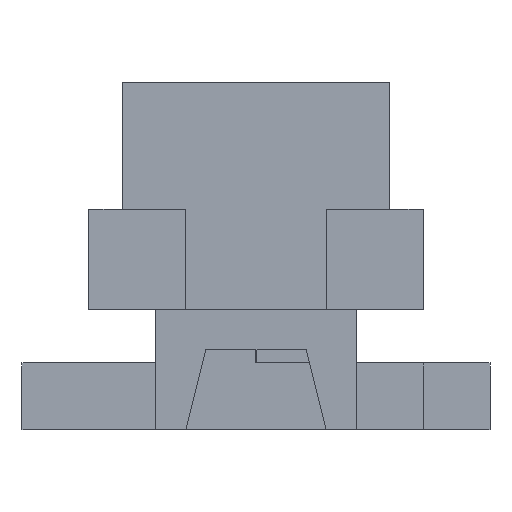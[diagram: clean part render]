
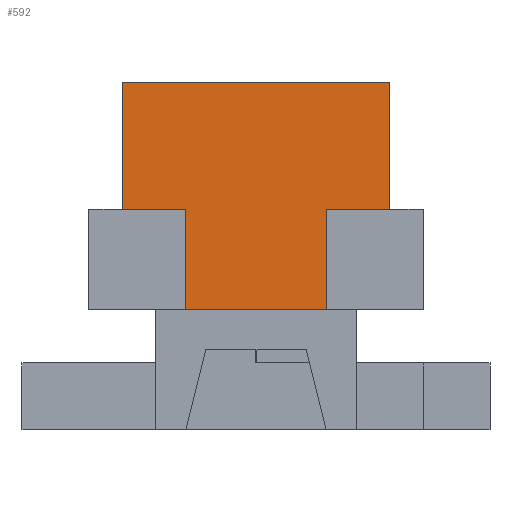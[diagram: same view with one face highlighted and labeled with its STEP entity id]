
A CAD part, left-side view. The second image highlights one B-rep face of the part: STEP entity #592.
In plain terms, the highlighted planar face has unit normal (-1, 0, 0).
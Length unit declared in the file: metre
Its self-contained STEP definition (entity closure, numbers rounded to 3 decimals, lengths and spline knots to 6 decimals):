
#592 = ADVANCED_FACE( '', ( #1278 ), #1279, .T. );
#1278 = FACE_OUTER_BOUND( '', #2050, .T. );
#1279 = PLANE( '', #2051 );
#2050 = EDGE_LOOP( '', ( #3902, #3903, #3904, #3905, #3906, #3907, #3908, #3909 ) );
#2051 = AXIS2_PLACEMENT_3D( '', #3910, #3911, #3912 );
#3902 = ORIENTED_EDGE( '', *, *, #5653, .T. );
#3903 = ORIENTED_EDGE( '', *, *, #5464, .F. );
#3904 = ORIENTED_EDGE( '', *, *, #5251, .T. );
#3905 = ORIENTED_EDGE( '', *, *, #5472, .T. );
#3906 = ORIENTED_EDGE( '', *, *, #5654, .T. );
#3907 = ORIENTED_EDGE( '', *, *, #5448, .T. );
#3908 = ORIENTED_EDGE( '', *, *, #5624, .F. );
#3909 = ORIENTED_EDGE( '', *, *, #5655, .F. );
#3910 = CARTESIAN_POINT( '', ( -0.004, 0., 0.0018 ) );
#3911 = DIRECTION( '', ( -1., 0., 0. ) );
#3912 = DIRECTION( '', ( 0., -1., 0. ) );
#5251 = EDGE_CURVE( '', #6549, #6547, #6550, .T. );
#5448 = EDGE_CURVE( '', #6858, #6860, #6862, .T. );
#5464 = EDGE_CURVE( '', #6549, #6884, #6885, .T. );
#5472 = EDGE_CURVE( '', #6547, #6894, #6896, .T. );
#5624 = EDGE_CURVE( '', #7098, #6860, #7100, .T. );
#5653 = EDGE_CURVE( '', #7137, #6884, #7138, .T. );
#5654 = EDGE_CURVE( '', #6894, #6858, #7139, .T. );
#5655 = EDGE_CURVE( '', #7137, #7098, #7140, .T. );
#6547 = VERTEX_POINT( '', #8374 );
#6549 = VERTEX_POINT( '', #8377 );
#6550 = LINE( '', #8378, #8379 );
#6858 = VERTEX_POINT( '', #8852 );
#6860 = VERTEX_POINT( '', #8855 );
#6862 = LINE( '', #8858, #8859 );
#6884 = VERTEX_POINT( '', #8891 );
#6885 = LINE( '', #8892, #8893 );
#6894 = VERTEX_POINT( '', #8906 );
#6896 = LINE( '', #8909, #8910 );
#7098 = VERTEX_POINT( '', #9208 );
#7100 = LINE( '', #9211, #9212 );
#7137 = VERTEX_POINT( '', #9275 );
#7138 = LINE( '', #9276, #9277 );
#7139 = LINE( '', #9278, #9279 );
#7140 = LINE( '', #9280, #9281 );
#8374 = CARTESIAN_POINT( '', ( -0.004, -0.00105, 0.0018 ) );
#8377 = CARTESIAN_POINT( '', ( -0.004, 0.00105, 0.0018 ) );
#8378 = CARTESIAN_POINT( '', ( -0.004, 0., 0.0018 ) );
#8379 = VECTOR( '', #9959, 1. );
#8852 = CARTESIAN_POINT( '', ( -0.004, -0.002, 0.0033 ) );
#8855 = CARTESIAN_POINT( '', ( -0.004, -0.002, 0.0052 ) );
#8858 = CARTESIAN_POINT( '', ( -0.004, -0.002, 0.0018 ) );
#8859 = VECTOR( '', #10127, 1. );
#8891 = CARTESIAN_POINT( '', ( -0.004, 0.00105, 0.0033 ) );
#8892 = CARTESIAN_POINT( '', ( -0.004, 0.00105, -0.007971 ) );
#8893 = VECTOR( '', #10138, 1. );
#8906 = CARTESIAN_POINT( '', ( -0.004, -0.00105, 0.0033 ) );
#8909 = CARTESIAN_POINT( '', ( -0.004, -0.00105, -0.007971 ) );
#8910 = VECTOR( '', #10144, 1. );
#9208 = CARTESIAN_POINT( '', ( -0.004, 0.002, 0.0052 ) );
#9211 = CARTESIAN_POINT( '', ( -0.004, 0., 0.0052 ) );
#9212 = VECTOR( '', #10266, 1. );
#9275 = CARTESIAN_POINT( '', ( -0.004, 0.002, 0.0033 ) );
#9276 = CARTESIAN_POINT( '', ( -0.004, 0., 0.0033 ) );
#9277 = VECTOR( '', #10293, 1. );
#9278 = CARTESIAN_POINT( '', ( -0.004, 0., 0.0033 ) );
#9279 = VECTOR( '', #10294, 1. );
#9280 = CARTESIAN_POINT( '', ( -0.004, 0.002, 0.0018 ) );
#9281 = VECTOR( '', #10295, 1. );
#9959 = DIRECTION( '', ( 0., -1., 0. ) );
#10127 = DIRECTION( '', ( 0., 0., 1. ) );
#10138 = DIRECTION( '', ( 0., 0., 1. ) );
#10144 = DIRECTION( '', ( 0., 0., 1. ) );
#10266 = DIRECTION( '', ( 0., -1., 0. ) );
#10293 = DIRECTION( '', ( 0., -1., 0. ) );
#10294 = DIRECTION( '', ( 0., -1., 0. ) );
#10295 = DIRECTION( '', ( 0., 0., 1. ) );
